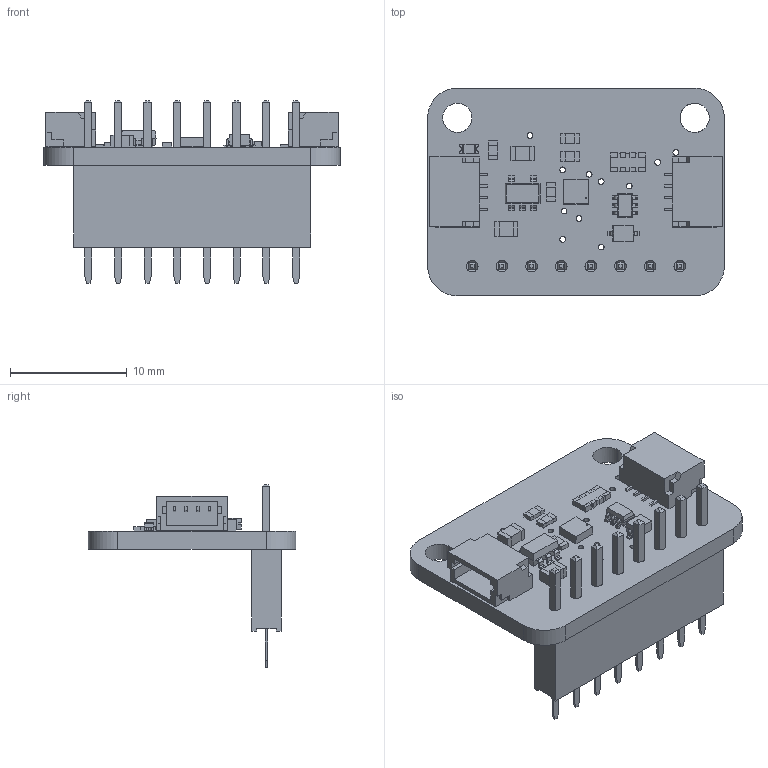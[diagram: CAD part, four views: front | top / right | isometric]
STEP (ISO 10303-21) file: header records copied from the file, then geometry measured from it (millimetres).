
FILE_DESCRIPTION(('CATIA V5 STEP Exchange'),'2;1');
FILE_NAME('Adafruit BMP390 QT.stp','2024-06-01T17:21:50+00:00',('none'),('none'),'CATIA Version 5 Release 17 (IN-10)','CATIA V5 STEP AP214','none');
FILE_SCHEMA(('AUTOMOTIVE_DESIGN { 1 0 10303 214 1 1 1 1 }'));
Length unit declared in the file: millimetre
Products named in the file (13): PCB Component; Board; 10K; 1N4148; BMP388; 10uF; AP2112K-3.3; 10K_1; BSS138; STEMMA_I2C_QT; GREEN; SOLID; SOLID_1
Assembly tree (17 placements, depth 2):
  PCB Component
    Board
    10K  x4
    1N4148
    BMP388
    10uF  x2
    AP2112K-3.3
    10K_1
    BSS138
    STEMMA_I2C_QT  x2
    GREEN
    SOLID
    SOLID_1
Bounding box: 25.4 x 17.78 x 15.64 mm (x, y, z)
Volume: 1159.8 mm3; surface area: 2386.9 mm2
Topology: 39 solids, 39 shells, 1076 faces, 2748 edges, 1785 vertices
Faces by surface type: plane 950, cylinder 118, bspline 8
Entity records: 32855 total; most frequent: CARTESIAN_POINT 8239, ORIENTED_EDGE 4752, DIRECTION 4041, EDGE_CURVE 2376, VECTOR 2116, LINE 2116, VERTEX_POINT 1542, EDGE_LOOP 1014
